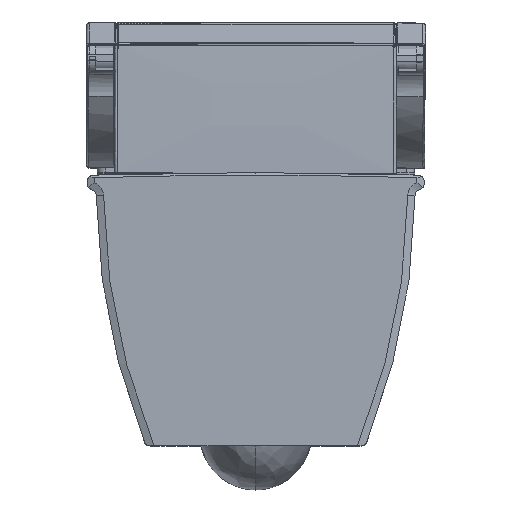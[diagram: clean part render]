
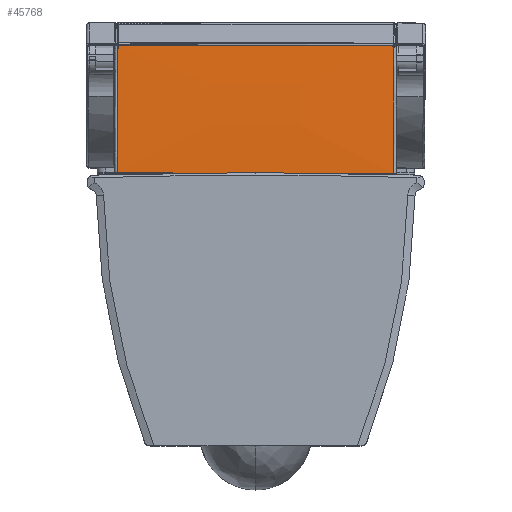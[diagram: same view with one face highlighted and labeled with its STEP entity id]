
A CAD part, left-side view. The second image highlights one B-rep face of the part: STEP entity #45768.
In plain terms, the highlighted free-form (B-spline) face has degree [3, 3] with [4, 4] control points.
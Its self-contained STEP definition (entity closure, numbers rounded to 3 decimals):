
#44001=CARTESIAN_POINT('',(150.919,0.,0.448));
#44002=VERTEX_POINT('',#44001);
#44025=CARTESIAN_POINT('',(150.95,139.407,5.274));
#44026=VERTEX_POINT('',#44025);
#44027=CARTESIAN_POINT('',(150.919,0.,0.448));
#44028=CARTESIAN_POINT('',(150.779,19.918,0.649));
#44029=CARTESIAN_POINT('',(150.557,66.399,1.49));
#44030=CARTESIAN_POINT('',(150.703,112.876,3.474));
#44031=CARTESIAN_POINT('',(150.95,139.407,5.274));
#44032=B_SPLINE_CURVE_WITH_KNOTS('',3,(#44027,#44028,#44029,#44030,#44031),.UNSPECIFIED.,.F.,.U.,(4,1,4),(-13.933,-7.962,0.0),.UNSPECIFIED.);
#44033=EDGE_CURVE('',#44002,#44026,#44032,.T.);
#44090=CARTESIAN_POINT('',(-150.79,139.407,5.274));
#44091=VERTEX_POINT('',#44090);
#44092=CARTESIAN_POINT('',(150.95,139.407,5.274));
#44093=CARTESIAN_POINT('',(50.37,139.407,5.274));
#44094=CARTESIAN_POINT('',(-50.21,139.407,5.274));
#44095=CARTESIAN_POINT('',(-150.79,139.407,5.274));
#44096=B_SPLINE_CURVE_WITH_KNOTS('',3,(#44092,#44093,#44094,#44095),.UNSPECIFIED.,.F.,.U.,(4,4),(-30.472,-0.298),.UNSPECIFIED.);
#44097=EDGE_CURVE('',#44026,#44091,#44096,.T.);
#44156=CARTESIAN_POINT('',(-151.019,0.,0.448));
#44157=VERTEX_POINT('',#44156);
#44205=CARTESIAN_POINT('',(-150.79,139.407,5.274));
#44206=CARTESIAN_POINT('',(-150.837,133.803,4.894));
#44207=CARTESIAN_POINT('',(-150.93,121.35,4.118));
#44208=CARTESIAN_POINT('',(-151.035,101.939,3.116));
#44209=CARTESIAN_POINT('',(-151.103,81.407,2.262));
#44210=CARTESIAN_POINT('',(-151.149,47.522,1.145));
#44211=CARTESIAN_POINT('',(-151.096,20.357,0.653));
#44212=CARTESIAN_POINT('',(-151.019,0.,0.448));
#44213=B_SPLINE_CURVE_WITH_KNOTS('',3,(#44205,#44206,#44207,#44208,#44209,#44210,#44211,#44212),.UNSPECIFIED.,.F.,.U.,(4,1,1,1,1,4),(-13.879,-12.201,-10.167,-8.133,-6.099,0.004),.UNSPECIFIED.);
#44214=EDGE_CURVE('',#44091,#44157,#44213,.T.);
#45736=CARTESIAN_POINT('',(-151.019,0.0,0.448));
#45737=DIRECTION('',(1.,0.0,0.));
#45738=VECTOR('',#45737,301.938);
#45739=LINE('',#45736,#45738);
#45740=EDGE_CURVE('',#44157,#44002,#45739,.T.);
#45745=CARTESIAN_POINT('',(-151.033,0.0,0.448));
#45746=CARTESIAN_POINT('',(-50.381,0.0,0.448));
#45747=CARTESIAN_POINT('',(50.271,0.0,0.448));
#45748=CARTESIAN_POINT('',(150.923,0.0,0.448));
#45749=CARTESIAN_POINT('',(-151.236,53.479,0.988));
#45750=CARTESIAN_POINT('',(-50.642,53.479,0.988));
#45751=CARTESIAN_POINT('',(49.953,53.479,0.988));
#45752=CARTESIAN_POINT('',(150.548,53.479,0.988));
#45753=CARTESIAN_POINT('',(-151.155,99.948,2.597));
#45754=CARTESIAN_POINT('',(-50.582,99.948,2.597));
#45755=CARTESIAN_POINT('',(49.991,99.948,2.597));
#45756=CARTESIAN_POINT('',(150.564,99.948,2.597));
#45757=CARTESIAN_POINT('',(-150.79,139.407,5.274));
#45758=CARTESIAN_POINT('',(-50.202,139.407,5.274));
#45759=CARTESIAN_POINT('',(50.385,139.407,5.274));
#45760=CARTESIAN_POINT('',(150.973,139.407,5.274));
#45761=B_SPLINE_SURFACE_WITH_KNOTS('',3,3,((#45745,#45749,#45753,#45757),(#45746,#45750,#45754,#45758),(#45747,#45751,#45755,#45759),(#45748,#45752,#45756,#45760)),.UNSPECIFIED.,.F.,.F.,.U.,(4,4),(4,4),(0.01,0.99),(0.0,0.987),.UNSPECIFIED.);
#45762=ORIENTED_EDGE('',*,*,#44033,.F.);
#45763=ORIENTED_EDGE('',*,*,#45740,.F.);
#45764=ORIENTED_EDGE('',*,*,#44214,.F.);
#45765=ORIENTED_EDGE('',*,*,#44097,.F.);
#45766=EDGE_LOOP('',(#45762,#45763,#45764,#45765));
#45767=FACE_OUTER_BOUND('',#45766,.T.);
#45768=ADVANCED_FACE('',(#45767),#45761,.F.);
